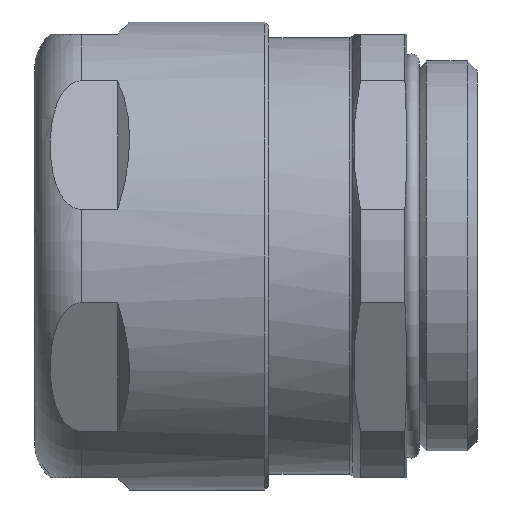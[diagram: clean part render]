
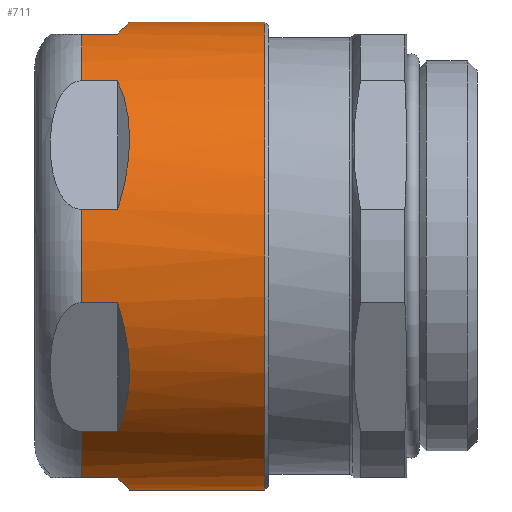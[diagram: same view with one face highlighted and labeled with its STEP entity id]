
A CAD part, left-side view. The second image highlights one B-rep face of the part: STEP entity #711.
In plain terms, the highlighted cylindrical face has radius 30 mm (diameter 60 mm), a full revolution.
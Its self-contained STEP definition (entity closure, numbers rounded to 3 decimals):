
#64=LINE('',#1081,#94);
#65=LINE('',#1085,#95);
#66=LINE('',#1089,#96);
#67=LINE('',#1093,#97);
#68=LINE('',#1097,#98);
#69=LINE('',#1101,#99);
#70=LINE('',#1105,#100);
#71=LINE('',#1109,#101);
#72=LINE('',#1113,#102);
#73=LINE('',#1117,#103);
#74=LINE('',#1121,#104);
#75=LINE('',#1124,#105);
#94=VECTOR('',#871,1000.);
#95=VECTOR('',#874,1000.);
#96=VECTOR('',#877,1000.);
#97=VECTOR('',#880,1000.);
#98=VECTOR('',#883,1000.);
#99=VECTOR('',#886,1000.);
#100=VECTOR('',#889,1000.);
#101=VECTOR('',#892,1000.);
#102=VECTOR('',#895,1000.);
#103=VECTOR('',#898,1000.);
#104=VECTOR('',#901,1000.);
#105=VECTOR('',#904,1000.);
#124=ELLIPSE('',#770,42.426,30.);
#125=ELLIPSE('',#772,42.426,30.);
#126=ELLIPSE('',#774,42.426,30.);
#127=ELLIPSE('',#776,42.426,30.);
#128=ELLIPSE('',#778,42.426,30.);
#129=ELLIPSE('',#780,42.426,30.);
#131=CYLINDRICAL_SURFACE('',#769,30.);
#145=FACE_BOUND('',#216,.T.);
#167=FACE_OUTER_BOUND('',#215,.T.);
#215=EDGE_LOOP('',(#481,#482,#483,#484,#485,#486,#487,#488,#489,#490,#491,
#492,#493,#494,#495,#496,#497,#498,#499,#500,#501,#502,#503,#504));
#216=EDGE_LOOP('',(#505));
#283=CIRCLE('',#771,30.);
#284=CIRCLE('',#773,30.);
#285=CIRCLE('',#775,30.);
#286=CIRCLE('',#777,30.);
#287=CIRCLE('',#779,30.);
#288=CIRCLE('',#781,30.);
#289=CIRCLE('',#782,30.);
#321=VERTEX_POINT('',#1077);
#322=VERTEX_POINT('',#1078);
#323=VERTEX_POINT('',#1080);
#324=VERTEX_POINT('',#1082);
#325=VERTEX_POINT('',#1084);
#326=VERTEX_POINT('',#1086);
#327=VERTEX_POINT('',#1088);
#328=VERTEX_POINT('',#1090);
#329=VERTEX_POINT('',#1092);
#330=VERTEX_POINT('',#1094);
#331=VERTEX_POINT('',#1096);
#332=VERTEX_POINT('',#1098);
#333=VERTEX_POINT('',#1100);
#334=VERTEX_POINT('',#1102);
#335=VERTEX_POINT('',#1104);
#336=VERTEX_POINT('',#1106);
#337=VERTEX_POINT('',#1108);
#338=VERTEX_POINT('',#1110);
#339=VERTEX_POINT('',#1112);
#340=VERTEX_POINT('',#1114);
#341=VERTEX_POINT('',#1116);
#342=VERTEX_POINT('',#1118);
#343=VERTEX_POINT('',#1120);
#344=VERTEX_POINT('',#1122);
#345=VERTEX_POINT('',#1125);
#389=EDGE_CURVE('',#321,#322,#124,.T.);
#390=EDGE_CURVE('',#322,#323,#64,.T.);
#391=EDGE_CURVE('',#323,#324,#283,.T.);
#392=EDGE_CURVE('',#324,#325,#65,.T.);
#393=EDGE_CURVE('',#325,#326,#125,.T.);
#394=EDGE_CURVE('',#326,#327,#66,.T.);
#395=EDGE_CURVE('',#327,#328,#284,.T.);
#396=EDGE_CURVE('',#328,#329,#67,.T.);
#397=EDGE_CURVE('',#329,#330,#126,.T.);
#398=EDGE_CURVE('',#330,#331,#68,.T.);
#399=EDGE_CURVE('',#331,#332,#285,.T.);
#400=EDGE_CURVE('',#332,#333,#69,.T.);
#401=EDGE_CURVE('',#333,#334,#127,.T.);
#402=EDGE_CURVE('',#334,#335,#70,.T.);
#403=EDGE_CURVE('',#335,#336,#286,.T.);
#404=EDGE_CURVE('',#336,#337,#71,.T.);
#405=EDGE_CURVE('',#337,#338,#128,.T.);
#406=EDGE_CURVE('',#338,#339,#72,.T.);
#407=EDGE_CURVE('',#339,#340,#287,.T.);
#408=EDGE_CURVE('',#340,#341,#73,.T.);
#409=EDGE_CURVE('',#341,#342,#129,.T.);
#410=EDGE_CURVE('',#342,#343,#74,.T.);
#411=EDGE_CURVE('',#343,#344,#288,.T.);
#412=EDGE_CURVE('',#344,#321,#75,.T.);
#413=EDGE_CURVE('',#345,#345,#289,.T.);
#481=ORIENTED_EDGE('',*,*,#389,.T.);
#482=ORIENTED_EDGE('',*,*,#390,.T.);
#483=ORIENTED_EDGE('',*,*,#391,.T.);
#484=ORIENTED_EDGE('',*,*,#392,.T.);
#485=ORIENTED_EDGE('',*,*,#393,.T.);
#486=ORIENTED_EDGE('',*,*,#394,.T.);
#487=ORIENTED_EDGE('',*,*,#395,.T.);
#488=ORIENTED_EDGE('',*,*,#396,.T.);
#489=ORIENTED_EDGE('',*,*,#397,.T.);
#490=ORIENTED_EDGE('',*,*,#398,.T.);
#491=ORIENTED_EDGE('',*,*,#399,.T.);
#492=ORIENTED_EDGE('',*,*,#400,.T.);
#493=ORIENTED_EDGE('',*,*,#401,.T.);
#494=ORIENTED_EDGE('',*,*,#402,.T.);
#495=ORIENTED_EDGE('',*,*,#403,.T.);
#496=ORIENTED_EDGE('',*,*,#404,.T.);
#497=ORIENTED_EDGE('',*,*,#405,.T.);
#498=ORIENTED_EDGE('',*,*,#406,.T.);
#499=ORIENTED_EDGE('',*,*,#407,.T.);
#500=ORIENTED_EDGE('',*,*,#408,.T.);
#501=ORIENTED_EDGE('',*,*,#409,.T.);
#502=ORIENTED_EDGE('',*,*,#410,.T.);
#503=ORIENTED_EDGE('',*,*,#411,.T.);
#504=ORIENTED_EDGE('',*,*,#412,.T.);
#505=ORIENTED_EDGE('',*,*,#413,.T.);
#711=ADVANCED_FACE('',(#167,#145),#131,.T.);
#769=AXIS2_PLACEMENT_3D('',#1076,#867,#868);
#770=AXIS2_PLACEMENT_3D('',#1079,#869,#870);
#771=AXIS2_PLACEMENT_3D('',#1083,#872,#873);
#772=AXIS2_PLACEMENT_3D('',#1087,#875,#876);
#773=AXIS2_PLACEMENT_3D('',#1091,#878,#879);
#774=AXIS2_PLACEMENT_3D('',#1095,#881,#882);
#775=AXIS2_PLACEMENT_3D('',#1099,#884,#885);
#776=AXIS2_PLACEMENT_3D('',#1103,#887,#888);
#777=AXIS2_PLACEMENT_3D('',#1107,#890,#891);
#778=AXIS2_PLACEMENT_3D('',#1111,#893,#894);
#779=AXIS2_PLACEMENT_3D('',#1115,#896,#897);
#780=AXIS2_PLACEMENT_3D('',#1119,#899,#900);
#781=AXIS2_PLACEMENT_3D('',#1123,#902,#903);
#782=AXIS2_PLACEMENT_3D('',#1126,#905,#906);
#867=DIRECTION('center_axis',(0.,-1.,0.));
#868=DIRECTION('ref_axis',(0.,0.,-1.));
#869=DIRECTION('center_axis',(0.,-0.707,0.707));
#870=DIRECTION('ref_axis',(0.,-0.707,-0.707));
#871=DIRECTION('',(0.,1.,0.));
#872=DIRECTION('center_axis',(0.,-1.,0.));
#873=DIRECTION('ref_axis',(0.,0.,-1.));
#874=DIRECTION('',(0.,-1.,0.));
#875=DIRECTION('center_axis',(-0.612,-0.707,0.354));
#876=DIRECTION('ref_axis',(0.612,-0.707,-0.354));
#877=DIRECTION('',(0.,1.,0.));
#878=DIRECTION('center_axis',(0.,-1.,0.));
#879=DIRECTION('ref_axis',(0.,0.,-1.));
#880=DIRECTION('',(0.,-1.,0.));
#881=DIRECTION('center_axis',(-0.612,-0.707,-0.354));
#882=DIRECTION('ref_axis',(0.612,-0.707,0.354));
#883=DIRECTION('',(0.,1.,0.));
#884=DIRECTION('center_axis',(0.,-1.,0.));
#885=DIRECTION('ref_axis',(0.,0.,-1.));
#886=DIRECTION('',(0.,-1.,0.));
#887=DIRECTION('center_axis',(0.,-0.707,
-0.707));
#888=DIRECTION('ref_axis',(0.,0.707,-0.707));
#889=DIRECTION('',(0.,1.,0.));
#890=DIRECTION('center_axis',(0.,-1.,0.));
#891=DIRECTION('ref_axis',(0.,0.,-1.));
#892=DIRECTION('',(0.,-1.,0.));
#893=DIRECTION('center_axis',(0.612,-0.707,-0.354));
#894=DIRECTION('ref_axis',(0.612,0.707,-0.354));
#895=DIRECTION('',(0.,1.,0.));
#896=DIRECTION('center_axis',(0.,-1.,0.));
#897=DIRECTION('ref_axis',(0.,0.,-1.));
#898=DIRECTION('',(0.,-1.,0.));
#899=DIRECTION('center_axis',(0.612,-0.707,0.354));
#900=DIRECTION('ref_axis',(0.612,0.707,0.354));
#901=DIRECTION('',(0.,1.,0.));
#902=DIRECTION('center_axis',(0.,-1.,0.));
#903=DIRECTION('ref_axis',(0.,0.,-1.));
#904=DIRECTION('',(0.,-1.,0.));
#905=DIRECTION('center_axis',(0.,1.,0.));
#906=DIRECTION('ref_axis',(0.,0.,-1.));
#1076=CARTESIAN_POINT('Origin',(0.,0.,0.));
#1077=CARTESIAN_POINT('',(-9.518,46.1,-28.45));
#1078=CARTESIAN_POINT('',(9.518,46.1,-28.45));
#1079=CARTESIAN_POINT('Origin',(0.,74.55,
0.));
#1080=CARTESIAN_POINT('',(9.518,50.721,-28.45));
#1081=CARTESIAN_POINT('',(9.518,26.7,-28.45));
#1082=CARTESIAN_POINT('',(19.879,50.721,-22.468));
#1083=CARTESIAN_POINT('Origin',(0.,50.721,0.));
#1084=CARTESIAN_POINT('',(19.879,46.1,-22.468));
#1085=CARTESIAN_POINT('',(19.879,26.7,-22.468));
#1086=CARTESIAN_POINT('',(29.398,46.1,-5.982));
#1087=CARTESIAN_POINT('Origin',(0.,74.55,0.));
#1088=CARTESIAN_POINT('',(29.398,50.721,-5.982));
#1089=CARTESIAN_POINT('',(29.398,26.7,-5.982));
#1090=CARTESIAN_POINT('',(29.398,50.721,5.982));
#1091=CARTESIAN_POINT('Origin',(0.,50.721,0.));
#1092=CARTESIAN_POINT('',(29.398,46.1,5.982));
#1093=CARTESIAN_POINT('',(29.398,26.7,5.982));
#1094=CARTESIAN_POINT('',(19.879,46.1,22.468));
#1095=CARTESIAN_POINT('Origin',(0.,74.55,
0.));
#1096=CARTESIAN_POINT('',(19.879,50.721,22.468));
#1097=CARTESIAN_POINT('',(19.879,26.7,22.468));
#1098=CARTESIAN_POINT('',(9.518,50.721,28.45));
#1099=CARTESIAN_POINT('Origin',(0.,50.721,0.));
#1100=CARTESIAN_POINT('',(9.518,46.1,28.45));
#1101=CARTESIAN_POINT('',(9.518,26.7,28.45));
#1102=CARTESIAN_POINT('',(-9.518,46.1,28.45));
#1103=CARTESIAN_POINT('Origin',(0.,74.55,
0.));
#1104=CARTESIAN_POINT('',(-9.518,50.721,28.45));
#1105=CARTESIAN_POINT('',(-9.518,26.7,28.45));
#1106=CARTESIAN_POINT('',(-19.879,50.721,22.468));
#1107=CARTESIAN_POINT('Origin',(0.,50.721,0.));
#1108=CARTESIAN_POINT('',(-19.879,46.1,22.468));
#1109=CARTESIAN_POINT('',(-19.879,26.7,22.468));
#1110=CARTESIAN_POINT('',(-29.398,46.1,5.982));
#1111=CARTESIAN_POINT('Origin',(0.,74.55,0.));
#1112=CARTESIAN_POINT('',(-29.398,50.721,5.982));
#1113=CARTESIAN_POINT('',(-29.398,26.7,5.982));
#1114=CARTESIAN_POINT('',(-29.398,50.721,-5.982));
#1115=CARTESIAN_POINT('Origin',(0.,50.721,0.));
#1116=CARTESIAN_POINT('',(-29.398,46.1,-5.982));
#1117=CARTESIAN_POINT('',(-29.398,26.7,-5.982));
#1118=CARTESIAN_POINT('',(-19.879,46.1,-22.468));
#1119=CARTESIAN_POINT('Origin',(0.,74.55,
0.));
#1120=CARTESIAN_POINT('',(-19.879,50.721,-22.468));
#1121=CARTESIAN_POINT('',(-19.879,26.7,-22.468));
#1122=CARTESIAN_POINT('',(-9.518,50.721,-28.45));
#1123=CARTESIAN_POINT('Origin',(0.,50.721,0.));
#1124=CARTESIAN_POINT('',(-9.518,26.7,-28.45));
#1125=CARTESIAN_POINT('',(0.,27.2,-30.));
#1126=CARTESIAN_POINT('Origin',(0.,27.2,0.));
